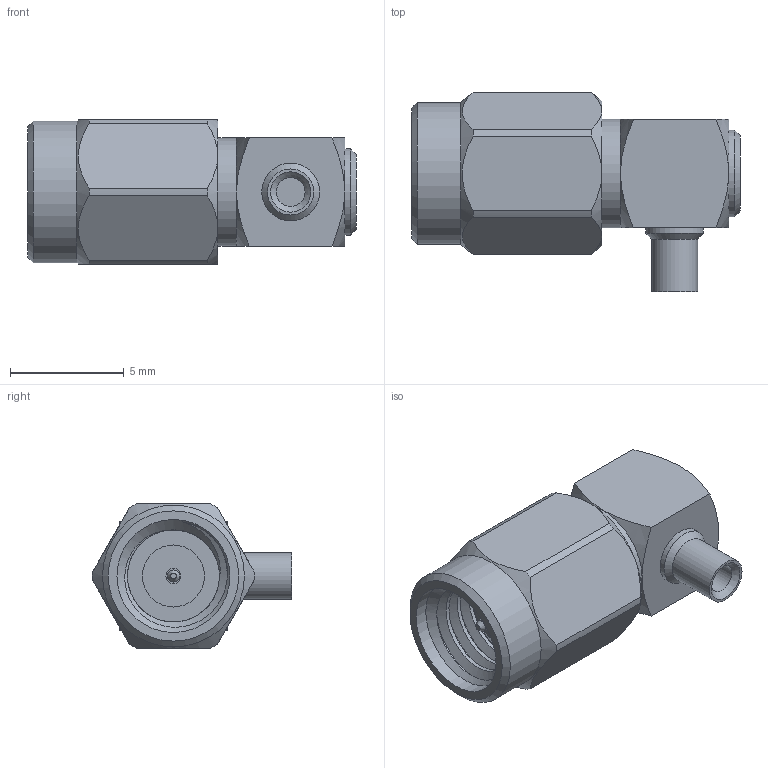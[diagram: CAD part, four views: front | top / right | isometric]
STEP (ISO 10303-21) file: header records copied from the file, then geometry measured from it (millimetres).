
FILE_DESCRIPTION (( 'STEP AP203' ), '1' );
FILE_NAME ('PE44421_3D.step', '2021-08-31T18:38:35', ( '' ), ( '' ), 'SwSTEP 2.0', 'SolidWorks 2021', '' );
FILE_SCHEMA (( 'CONFIG_CONTROL_DESIGN' ));
Length unit declared in the file: inch
Products named in the file (1): PE44421_3D
Bounding box: 14.48 x 8.78 x 6.35 mm (x, y, z)
Volume: 365.8 mm3; surface area: 453.7 mm2
Topology: 1 solids, 1 shells, 61 faces, 136 edges, 85 vertices
Faces by surface type: cone 21, plane 20, cylinder 17, bspline 3
Full cylindrical faces by diameter (mm): 0.531 x1, 0.658 x1, 1.27 x1, 2.032 x1, 2.54 x1, 2.731 x1, 3.81 x1, 4.775 x1, 4.978 x1, 6.248 x1
Entity records: 2466 total; most frequent: CARTESIAN_POINT 1212, DIRECTION 236, ORIENTED_EDGE 222, EDGE_CURVE 111, AXIS2_PLACEMENT_3D 110, EDGE_LOOP 86, VERTEX_POINT 77, FACE_OUTER_BOUND 71
